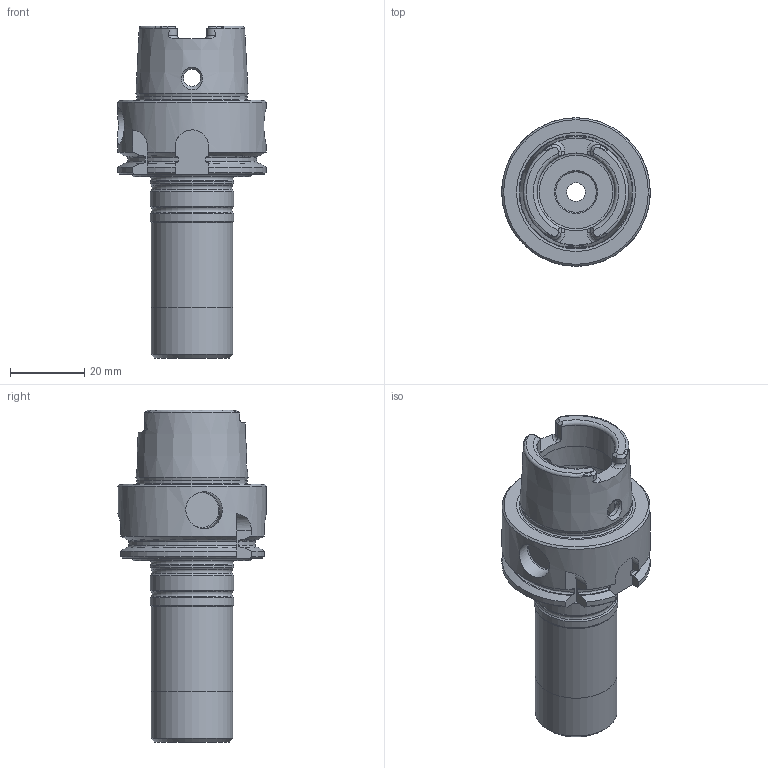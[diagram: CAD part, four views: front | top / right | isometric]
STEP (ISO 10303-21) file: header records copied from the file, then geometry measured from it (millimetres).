
FILE_DESCRIPTION(/* description */ (''),/* implementation_level */ '2;1');
FILE_NAME(/* name */ '454011640.stp',/* time_stamp */ '2021-01-08T12:41:20',/* author */ ('LRA'),/* organization */ ('REGO-FIX'),/* preprocessor_version */ ' Unknown',/* originating_system */ 'SIEMENS PLM Software Solid Edge ST10',/* authorization */ 'Unknown');
FILE_SCHEMA (('AUTOMOTIVE_DESIGN { 1 0 10303 214 2 1 1}'));
Length unit declared in the file: millimetre
Products named in the file (1): NOCUT
Bounding box: 40 x 40 x 89.5 mm (x, y, z)
Volume: 38133.7 mm3; surface area: 14645.7 mm2
Topology: 1 solids, 1 shells, 146 faces, 383 edges, 242 vertices
Faces by surface type: plane 45, cylinder 40, cone 35, torus 26
Full cylindrical faces by diameter (mm): 4.6 x2, 5 x1, 8.376 x2, 10 x2, 10.5 x1, 10.917 x1, 13 x1, 21 x2, 22 x2, 22.5 x3, 25.5 x1, 29.8 x1, 40 x1
Entity records: 5368 total; most frequent: CARTESIAN_POINT 1144, DIRECTION 643, ORIENTED_EDGE 614, EDGE_CURVE 307, AXIS2_PLACEMENT_3D 276, VERTEX_POINT 221, EDGE_LOOP 210, FACE_BOUND 210
